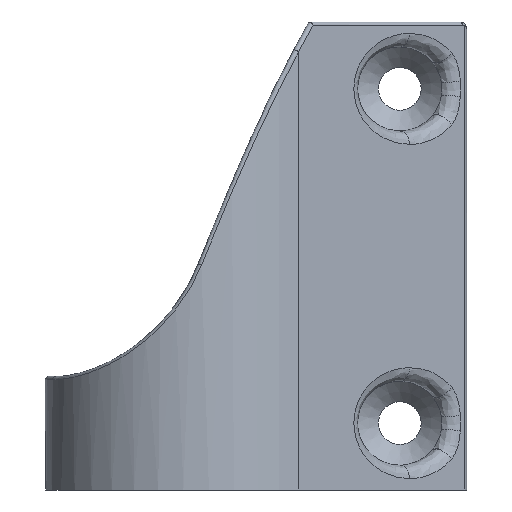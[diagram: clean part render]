
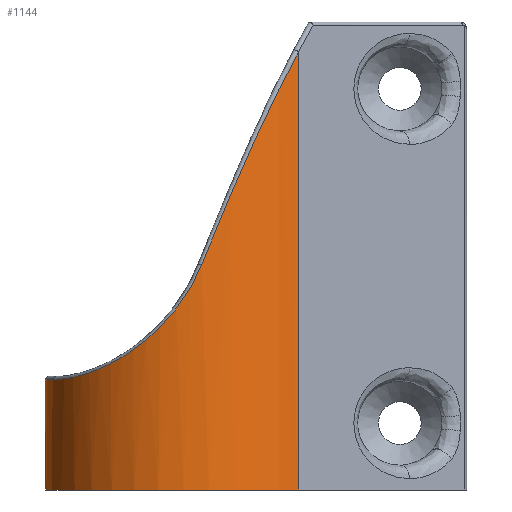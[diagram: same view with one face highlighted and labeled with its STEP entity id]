
A CAD part, left-side view. The second image highlights one B-rep face of the part: STEP entity #1144.
In plain terms, the highlighted cylindrical face has radius 11 mm (diameter 22 mm), a partial arc.
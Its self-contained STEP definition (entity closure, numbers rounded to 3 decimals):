
#32=CARTESIAN_POINT('',(484.861,255.019,161.));
#33=VERTEX_POINT('',#32);
#42=CARTESIAN_POINT('',(502.971,266.24,161.));
#43=VERTEX_POINT('',#42);
#44=CARTESIAN_POINT('',(492.471,262.962,161.));
#45=DIRECTION('',(0.,0.,1.));
#46=DIRECTION('',(-0.,-1.,0.));
#47=AXIS2_PLACEMENT_3D('',#44,#45,#46);
#48=CIRCLE('',#47,11.);
#49=EDGE_CURVE('',#43,#33,#48,.T.);
#643=CARTESIAN_POINT('',(502.971,266.24,169.25));
#644=VERTEX_POINT('',#643);
#655=CARTESIAN_POINT('',(489.025,273.408,169.25));
#656=VERTEX_POINT('',#655);
#657=CARTESIAN_POINT('',(492.471,262.962,169.25));
#658=DIRECTION('',(-0.,-0.,-1.));
#659=DIRECTION('',(-0.,-1.,0.));
#660=AXIS2_PLACEMENT_3D('',#657,#658,#659);
#661=CIRCLE('',#660,11.);
#662=EDGE_CURVE('',#656,#644,#661,.T.);
#946=CARTESIAN_POINT('',(481.492,262.294,177.822));
#947=VERTEX_POINT('',#946);
#1022=CARTESIAN_POINT('',(481.492,262.294,177.822));
#1023=CARTESIAN_POINT('',(481.485,262.404,177.551));
#1024=CARTESIAN_POINT('',(481.479,262.526,177.276));
#1025=CARTESIAN_POINT('',(481.475,262.663,176.995));
#1026=CARTESIAN_POINT('',(481.474,262.732,176.854));
#1027=CARTESIAN_POINT('',(481.472,262.804,176.711));
#1028=CARTESIAN_POINT('',(481.472,262.882,176.566));
#1029=CARTESIAN_POINT('',(481.471,262.959,176.422));
#1030=CARTESIAN_POINT('',(481.471,263.04,176.276));
#1031=CARTESIAN_POINT('',(481.473,263.125,176.129));
#1032=CARTESIAN_POINT('',(481.475,263.294,175.836));
#1033=CARTESIAN_POINT('',(481.482,263.477,175.544));
#1034=CARTESIAN_POINT('',(481.494,263.667,175.264));
#1035=CARTESIAN_POINT('',(481.506,263.857,174.984));
#1036=CARTESIAN_POINT('',(481.524,264.055,174.715));
#1037=CARTESIAN_POINT('',(481.548,264.254,174.46));
#1038=CARTESIAN_POINT('',(481.595,264.653,173.951));
#1039=CARTESIAN_POINT('',(481.666,265.06,173.502));
#1040=CARTESIAN_POINT('',(481.756,265.449,173.113));
#1041=CARTESIAN_POINT('',(481.847,265.838,172.725));
#1042=CARTESIAN_POINT('',(481.955,266.21,172.395));
#1043=CARTESIAN_POINT('',(482.077,266.561,172.109));
#1044=CARTESIAN_POINT('',(482.198,266.912,171.822));
#1045=CARTESIAN_POINT('',(482.333,267.243,171.578));
#1046=CARTESIAN_POINT('',(482.477,267.557,171.364));
#1047=CARTESIAN_POINT('',(482.621,267.87,171.149));
#1048=CARTESIAN_POINT('',(482.775,268.166,170.965));
#1049=CARTESIAN_POINT('',(482.933,268.441,170.806));
#1050=CARTESIAN_POINT('',(483.092,268.717,170.646));
#1051=CARTESIAN_POINT('',(483.254,268.972,170.51));
#1052=CARTESIAN_POINT('',(483.418,269.21,170.392));
#1053=CARTESIAN_POINT('',(483.582,269.447,170.274));
#1054=CARTESIAN_POINT('',(483.747,269.666,170.174));
#1055=CARTESIAN_POINT('',(483.908,269.866,170.088));
#1056=CARTESIAN_POINT('',(484.069,270.065,170.003));
#1057=CARTESIAN_POINT('',(484.224,270.244,169.932));
#1058=CARTESIAN_POINT('',(484.374,270.407,169.871));
#1059=CARTESIAN_POINT('',(484.524,270.57,169.81));
#1060=CARTESIAN_POINT('',(484.669,270.718,169.759));
#1061=CARTESIAN_POINT('',(484.813,270.858,169.713));
#1062=CARTESIAN_POINT('',(484.957,270.997,169.668));
#1063=CARTESIAN_POINT('',(485.099,271.128,169.627));
#1064=CARTESIAN_POINT('',(485.253,271.262,169.589));
#1065=CARTESIAN_POINT('',(485.407,271.396,169.551));
#1066=CARTESIAN_POINT('',(485.576,271.535,169.514));
#1067=CARTESIAN_POINT('',(485.761,271.678,169.48));
#1068=CARTESIAN_POINT('',(486.132,271.963,169.412));
#1069=CARTESIAN_POINT('',(486.57,272.265,169.353));
#1070=CARTESIAN_POINT('',(487.103,272.562,169.312));
#1071=CARTESIAN_POINT('',(487.369,272.711,169.292));
#1072=CARTESIAN_POINT('',(487.659,272.859,169.276));
#1073=CARTESIAN_POINT('',(487.978,273.002,169.266));
#1074=CARTESIAN_POINT('',(488.297,273.145,169.255));
#1075=CARTESIAN_POINT('',(488.645,273.283,169.25));
#1076=CARTESIAN_POINT('',(489.025,273.408,169.25));
#1077=B_SPLINE_CURVE_WITH_KNOTS('',3,(#1022,#1023,#1024,#1025,#1026,#1027,#1028,#1029,#1030,#1031,#1032,#1033,#1034,#1035,#1036,#1037,#1038,#1039,#1040,#1041,#1042,#1043,#1044,#1045,#1046,#1047,
#1048,#1049,#1050,#1051,#1052,#1053,#1054,#1055,#1056,#1057,#1058,#1059,#1060,#1061,#1062,#1063,#1064,#1065,#1066,#1067,#1068,#1069,#1070,#1071,#1072,
#1073,#1074,#1075,#1076),.UNSPECIFIED.,.F.,.F.,(4,3,3,3,3,3,3,3,3,3,3,3,3,3,3,3,3,3,4),(0.,0.031,0.047,0.063,0.094,0.125,0.188,0.25,0.313,0.375,0.438,0.5,0.563,0.625,0.688,0.75,0.875,0.938,1.),.UNSPECIFIED.);
#1078=EDGE_CURVE('',#947,#656,#1077,.T.);
#1083=CARTESIAN_POINT('',(492.471,262.962,161.));
#1084=DIRECTION('',(0.,0.,1.));
#1085=DIRECTION('',(-0.,-1.,0.));
#1086=AXIS2_PLACEMENT_3D('',#1083,#1084,#1085);
#1087=CYLINDRICAL_SURFACE('',#1086,11.);
#1088=ORIENTED_EDGE('',*,*,#1078,.T.);
#1089=ORIENTED_EDGE('',*,*,#662,.T.);
#1090=CARTESIAN_POINT('',(502.971,266.24,169.25));
#1091=DIRECTION('',(-0.,-0.,-1.));
#1092=VECTOR('',#1091,8.25);
#1093=LINE('',#1090,#1092);
#1094=EDGE_CURVE('',#644,#43,#1093,.T.);
#1095=ORIENTED_EDGE('',*,*,#1094,.T.);
#1096=ORIENTED_EDGE('',*,*,#49,.T.);
#1097=CARTESIAN_POINT('',(484.861,255.019,193.761));
#1098=VERTEX_POINT('',#1097);
#1099=CARTESIAN_POINT('',(484.861,255.019,161.));
#1100=DIRECTION('',(0.,0.,1.));
#1101=VECTOR('',#1100,32.761);
#1102=LINE('',#1099,#1101);
#1103=EDGE_CURVE('',#33,#1098,#1102,.T.);
#1104=ORIENTED_EDGE('',*,*,#1103,.T.);
#1105=CARTESIAN_POINT('',(484.861,255.019,193.761));
#1106=CARTESIAN_POINT('',(484.696,255.178,193.476));
#1107=CARTESIAN_POINT('',(484.545,255.332,193.191));
#1108=CARTESIAN_POINT('',(484.406,255.482,192.909));
#1109=CARTESIAN_POINT('',(484.267,255.631,192.628));
#1110=CARTESIAN_POINT('',(484.14,255.777,192.35));
#1111=CARTESIAN_POINT('',(484.022,255.918,192.074));
#1112=CARTESIAN_POINT('',(483.786,256.202,191.524));
#1113=CARTESIAN_POINT('',(483.584,256.472,190.982));
#1114=CARTESIAN_POINT('',(483.406,256.731,190.454));
#1115=CARTESIAN_POINT('',(483.228,256.99,189.926));
#1116=CARTESIAN_POINT('',(483.073,257.238,189.409));
#1117=CARTESIAN_POINT('',(482.931,257.486,188.884));
#1118=CARTESIAN_POINT('',(482.789,257.734,188.358));
#1119=CARTESIAN_POINT('',(482.659,257.982,187.825));
#1120=CARTESIAN_POINT('',(482.535,258.243,187.256));
#1121=CARTESIAN_POINT('',(482.411,258.504,186.687));
#1122=CARTESIAN_POINT('',(482.293,258.778,186.08));
#1123=CARTESIAN_POINT('',(482.181,259.075,185.411));
#1124=CARTESIAN_POINT('',(482.068,259.373,184.742));
#1125=CARTESIAN_POINT('',(481.963,259.692,184.014));
#1126=CARTESIAN_POINT('',(481.87,260.027,183.239));
#1127=CARTESIAN_POINT('',(481.824,260.195,182.851));
#1128=CARTESIAN_POINT('',(481.781,260.366,182.451));
#1129=CARTESIAN_POINT('',(481.741,260.542,182.038));
#1130=CARTESIAN_POINT('',(481.701,260.718,181.624));
#1131=CARTESIAN_POINT('',(481.665,260.898,181.196));
#1132=CARTESIAN_POINT('',(481.633,261.085,180.751));
#1133=CARTESIAN_POINT('',(481.6,261.272,180.305));
#1134=CARTESIAN_POINT('',(481.572,261.466,179.84));
#1135=CARTESIAN_POINT('',(481.548,261.667,179.352));
#1136=CARTESIAN_POINT('',(481.524,261.869,178.864));
#1137=CARTESIAN_POINT('',(481.505,262.078,178.353));
#1138=CARTESIAN_POINT('',(481.492,262.294,177.822));
#1139=B_SPLINE_CURVE_WITH_KNOTS('',3,(#1105,#1106,#1107,#1108,#1109,#1110,#1111,#1112,#1113,#1114,#1115,#1116,#1117,#1118,#1119,#1120,#1121,#1122,#1123,#1124,#1125,#1126,#1127,#1128,#1129,#1130,
#1131,#1132,#1133,#1134,#1135,#1136,#1137,#1138),.UNSPECIFIED.,.F.,.F.,(4,3,3,3,3,3,3,3,3,3,3,4),(0.,0.063,0.125,0.25,0.375,0.5,0.625,0.75,0.813,0.875,0.938,1.),.UNSPECIFIED.);
#1140=EDGE_CURVE('',#1098,#947,#1139,.T.);
#1141=ORIENTED_EDGE('',*,*,#1140,.T.);
#1142=EDGE_LOOP('',(#1088,#1089,#1095,#1096,#1104,#1141));
#1143=FACE_BOUND('',#1142,.T.);
#1144=ADVANCED_FACE('',(#1143),#1087,.T.);
